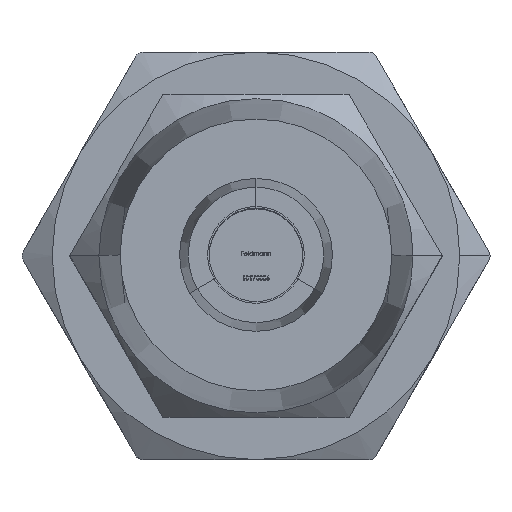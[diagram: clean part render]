
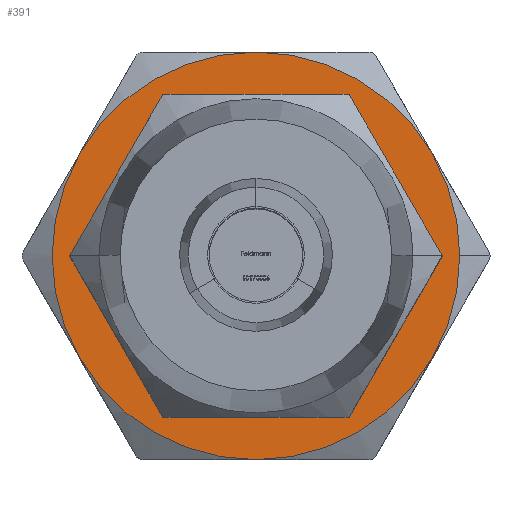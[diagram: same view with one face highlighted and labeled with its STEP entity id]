
A CAD part, top view. The second image highlights one B-rep face of the part: STEP entity #391.
In plain terms, the highlighted face is planar.
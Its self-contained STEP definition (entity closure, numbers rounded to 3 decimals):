
#94 = AXIS2_PLACEMENT_3D ( 'NONE', #2207, #5056, #7780 ) ;
#115 = DIRECTION ( 'NONE',  ( 0., -1., 0. ) ) ;
#391 = ADVANCED_FACE ( 'NONE', ( #2001, #15353 ), #6341, .F. ) ;
#706 = VERTEX_POINT ( 'NONE', #10667 ) ;
#769 = ORIENTED_EDGE ( 'NONE', *, *, #12707, .T. ) ;
#902 = AXIS2_PLACEMENT_3D ( 'NONE', #2502, #11213, #11016 ) ;
#1035 = CARTESIAN_POINT ( 'NONE',  ( 10.392, -4., 6. ) ) ;
#1147 = EDGE_LOOP ( 'NONE', ( #4036, #3717 ) ) ;
#1172 = VERTEX_POINT ( 'NONE', #2721 ) ;
#1253 = DIRECTION ( 'NONE',  ( 0., -1., 0. ) ) ;
#2001 = FACE_BOUND ( 'NONE', #1147, .T. ) ;
#2207 = CARTESIAN_POINT ( 'NONE',  ( 0., -4., 0. ) ) ;
#2295 = ORIENTED_EDGE ( 'NONE', *, *, #6273, .T. ) ;
#2335 = AXIS2_PLACEMENT_3D ( 'NONE', #2712, #14260, #15840 ) ;
#2502 = CARTESIAN_POINT ( 'NONE',  ( 0., -4., 0. ) ) ;
#2712 = CARTESIAN_POINT ( 'NONE',  ( 0., -4., 0. ) ) ;
#2721 = CARTESIAN_POINT ( 'NONE',  ( 0., -4., -12. ) ) ;
#3000 = DIRECTION ( 'NONE',  ( 0., 0., 1. ) ) ;
#3422 = ORIENTED_EDGE ( 'NONE', *, *, #8926, .T. ) ;
#3638 = DIRECTION ( 'NONE',  ( 0., 0., 1. ) ) ;
#3705 = DIRECTION ( 'NONE',  ( 0., 0., 1. ) ) ;
#3717 = ORIENTED_EDGE ( 'NONE', *, *, #9070, .T. ) ;
#3746 = VERTEX_POINT ( 'NONE', #1035 ) ;
#3936 = AXIS2_PLACEMENT_3D ( 'NONE', #11795, #6203, #10348 ) ;
#4036 = ORIENTED_EDGE ( 'NONE', *, *, #18058, .T. ) ;
#4262 = ORIENTED_EDGE ( 'NONE', *, *, #12873, .T. ) ;
#4341 = CARTESIAN_POINT ( 'NONE',  ( 0., -4., 7.5 ) ) ;
#4637 = VERTEX_POINT ( 'NONE', #15566 ) ;
#5056 = DIRECTION ( 'NONE',  ( 0., 1., 0. ) ) ;
#5468 = DIRECTION ( 'NONE',  ( 0., 0., 1. ) ) ;
#5473 = CIRCLE ( 'NONE', #3936, 12. ) ;
#5523 = CARTESIAN_POINT ( 'NONE',  ( 0., -4., 0. ) ) ;
#5588 = DIRECTION ( 'NONE',  ( 0., 0., 1. ) ) ;
#6116 = CIRCLE ( 'NONE', #9396, 7.5 ) ;
#6203 = DIRECTION ( 'NONE',  ( 0., -1., 0. ) ) ;
#6273 = EDGE_CURVE ( 'NONE', #10991, #706, #8505, .T. ) ;
#6341 = PLANE ( 'NONE',  #18088 ) ;
#6543 = ORIENTED_EDGE ( 'NONE', *, *, #9937, .T. ) ;
#6928 = CARTESIAN_POINT ( 'NONE',  ( -10.392, -4., -6. ) ) ;
#7019 = CIRCLE ( 'NONE', #94, 7.5 ) ;
#7211 = AXIS2_PLACEMENT_3D ( 'NONE', #9417, #11382, #3638 ) ;
#7416 = CARTESIAN_POINT ( 'NONE',  ( 0., -4., -7.5 ) ) ;
#7734 = VERTEX_POINT ( 'NONE', #13793 ) ;
#7780 = DIRECTION ( 'NONE',  ( 0., 0., 1. ) ) ;
#8505 = CIRCLE ( 'NONE', #902, 12. ) ;
#8926 = EDGE_CURVE ( 'NONE', #7734, #18665, #5473, .T. ) ;
#9070 = EDGE_CURVE ( 'NONE', #10938, #13330, #6116, .T. ) ;
#9396 = AXIS2_PLACEMENT_3D ( 'NONE', #5523, #12784, #5588 ) ;
#9417 = CARTESIAN_POINT ( 'NONE',  ( 0., -4., 0. ) ) ;
#9476 = CARTESIAN_POINT ( 'NONE',  ( 0., -4., 0. ) ) ;
#9672 = DIRECTION ( 'NONE',  ( 0., 1., 0. ) ) ;
#9734 = DIRECTION ( 'NONE',  ( 0., -1., 0. ) ) ;
#9845 = CIRCLE ( 'NONE', #2335, 12. ) ;
#9937 = EDGE_CURVE ( 'NONE', #1172, #10991, #18277, .T. ) ;
#10348 = DIRECTION ( 'NONE',  ( 0., 0., 1. ) ) ;
#10486 = AXIS2_PLACEMENT_3D ( 'NONE', #17554, #115, #3000 ) ;
#10667 = CARTESIAN_POINT ( 'NONE',  ( 12., -4., 0. ) ) ;
#10938 = VERTEX_POINT ( 'NONE', #4341 ) ;
#10991 = VERTEX_POINT ( 'NONE', #12916 ) ;
#11016 = DIRECTION ( 'NONE',  ( 0., 0., 1. ) ) ;
#11135 = EDGE_CURVE ( 'NONE', #706, #3746, #18240, .T. ) ;
#11174 = CIRCLE ( 'NONE', #15660, 12. ) ;
#11213 = DIRECTION ( 'NONE',  ( 0., -1., 0. ) ) ;
#11382 = DIRECTION ( 'NONE',  ( 0., -1., 0. ) ) ;
#11795 = CARTESIAN_POINT ( 'NONE',  ( 0., -4., 0. ) ) ;
#12707 = EDGE_CURVE ( 'NONE', #3746, #4637, #11174, .T. ) ;
#12784 = DIRECTION ( 'NONE',  ( 0., 1., 0. ) ) ;
#12873 = EDGE_CURVE ( 'NONE', #18665, #1172, #9845, .T. ) ;
#12916 = CARTESIAN_POINT ( 'NONE',  ( 10.392, -4., -6. ) ) ;
#13330 = VERTEX_POINT ( 'NONE', #7416 ) ;
#13787 = ORIENTED_EDGE ( 'NONE', *, *, #11135, .T. ) ;
#13793 = CARTESIAN_POINT ( 'NONE',  ( -10.392, -4., 6. ) ) ;
#13796 = ORIENTED_EDGE ( 'NONE', *, *, #17023, .T. ) ;
#13846 = AXIS2_PLACEMENT_3D ( 'NONE', #14246, #1253, #5468 ) ;
#14246 = CARTESIAN_POINT ( 'NONE',  ( 0., -4., 0. ) ) ;
#14260 = DIRECTION ( 'NONE',  ( 0., -1., 0. ) ) ;
#15353 = FACE_OUTER_BOUND ( 'NONE', #15631, .T. ) ;
#15566 = CARTESIAN_POINT ( 'NONE',  ( 0., -4., 12. ) ) ;
#15631 = EDGE_LOOP ( 'NONE', ( #769, #13796, #3422, #4262, #6543, #2295, #13787 ) ) ;
#15660 = AXIS2_PLACEMENT_3D ( 'NONE', #9476, #9734, #18105 ) ;
#15840 = DIRECTION ( 'NONE',  ( 0., 0., 1. ) ) ;
#17023 = EDGE_CURVE ( 'NONE', #4637, #7734, #17834, .T. ) ;
#17554 = CARTESIAN_POINT ( 'NONE',  ( 0., -4., 0. ) ) ;
#17834 = CIRCLE ( 'NONE', #7211, 12. ) ;
#17984 = CARTESIAN_POINT ( 'NONE',  ( 0., -4., 0. ) ) ;
#18058 = EDGE_CURVE ( 'NONE', #13330, #10938, #7019, .T. ) ;
#18088 = AXIS2_PLACEMENT_3D ( 'NONE', #17984, #9672, #3705 ) ;
#18105 = DIRECTION ( 'NONE',  ( 1., 0., 0. ) ) ;
#18240 = CIRCLE ( 'NONE', #10486, 12. ) ;
#18277 = CIRCLE ( 'NONE', #13846, 12. ) ;
#18665 = VERTEX_POINT ( 'NONE', #6928 ) ;
